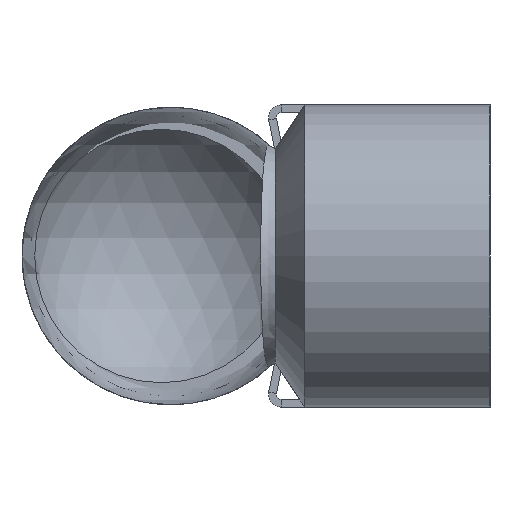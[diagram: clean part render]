
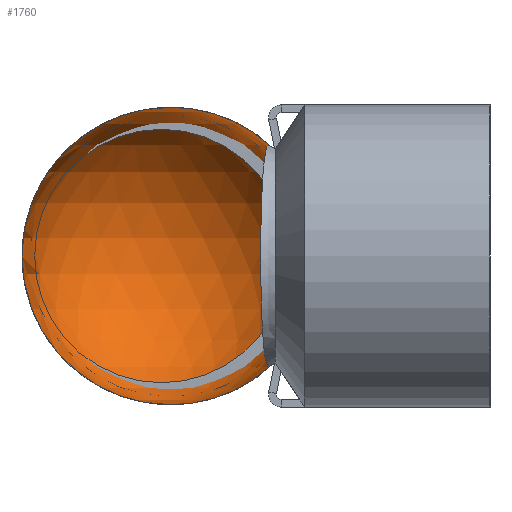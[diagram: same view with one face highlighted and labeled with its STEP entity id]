
A CAD part, left-side view. The second image highlights one B-rep face of the part: STEP entity #1760.
In plain terms, the highlighted spherical face has radius 15.25 mm.
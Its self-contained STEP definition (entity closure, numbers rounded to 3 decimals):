
#144 = CARTESIAN_POINT ( 'NONE',  ( -231.173, 23.133, -9.948 ) ) ;
#157 = CARTESIAN_POINT ( 'NONE',  ( -236.522, 23.492, -2.976 ) ) ;
#170 = CARTESIAN_POINT ( 'NONE',  ( -235.163, 23.408, 6.082 ) ) ;
#176 = CARTESIAN_POINT ( 'NONE',  ( -226.168, 22.699, 11.388 ) ) ;
#307 = CARTESIAN_POINT ( 'NONE',  ( -225.413, 22.616, -11.377 ) ) ;
#332 = CARTESIAN_POINT ( 'NONE',  ( -224.75, 32.75, 0. ) ) ;
#424 = VERTEX_POINT ( 'NONE', #3034 ) ;
#429 = CARTESIAN_POINT ( 'NONE',  ( -224.75, 32.75, 0. ) ) ;
#431 = CARTESIAN_POINT ( 'NONE',  ( -232.117, 23.202, -9.342 ) ) ;
#438 = CARTESIAN_POINT ( 'NONE',  ( -236.796, 23.509, -1.487 ) ) ;
#449 = CARTESIAN_POINT ( 'NONE',  ( -234.067, 23.337, 7.597 ) ) ;
#464 = CARTESIAN_POINT ( 'NONE',  ( -225.413, 22.616, 11.377 ) ) ;
#497 = VERTEX_POINT ( 'NONE', #3107 ) ;
#617 = DIRECTION ( 'NONE',  ( 0., 0., 1. ) ) ;
#678 = CARTESIAN_POINT ( 'NONE',  ( -225.193, 22.591, -11.367 ) ) ;
#686 = CARTESIAN_POINT ( 'NONE',  ( -225.413, 22.616, -11.377 ) ) ;
#693 = CARTESIAN_POINT ( 'NONE',  ( -233., 23.264, -8.641 ) ) ;
#697 = EDGE_CURVE ( 'NONE', #424, #497, #3417, .T. ) ;
#704 = CARTESIAN_POINT ( 'NONE',  ( -236.903, 23.516, 0.009 ) ) ;
#716 = ORIENTED_EDGE ( 'NONE', *, *, #697, .T. ) ;
#723 = CARTESIAN_POINT ( 'NONE',  ( -232.989, 23.264, 8.651 ) ) ;
#731 = B_SPLINE_CURVE_WITH_KNOTS ( 'NONE', 3,
 ( #686, #2006, #950, #2780, #1222, #3040, #1479, #3311, #1746, #144, #2011, #431, #2275, #693, #2538, #967, #2788, #1233, #3056, #1490, #3319, #1762, #157, #2023, #438, #2291, #704, #2545, #979, #2804, #1242, #3063, #1507, #3332, #1769, #170, #2037, #449, #2300, #723, #2553, #990, #2815, #1256, #3070, #1518, #3346, #1779, #176, #2052, #464 ),
 .UNSPECIFIED., .F., .F.,
 ( 4, 2, 2, 2, 2, 2, 2, 2, 2, 2, 2, 2, 2, 1, 2, 2, 2, 2, 2, 2, 2, 2, 2, 2, 2, 4 ),
 ( 0.001, 0.002, 0.003, 0.005, 0.006, 0.007, 0.009, 0.01, 0.012, 0.013, 0.014, 0.017, 0.018, 0.019, 0.02, 0.021, 0.023, 0.024, 0.026, 0.028, 0.029, 0.03, 0.032, 0.035, 0.036, 0.037 ),
 .UNSPECIFIED. ) ;
#777 = CARTESIAN_POINT ( 'NONE',  ( -225.193, 22.591, 11.367 ) ) ;
#803 = ORIENTED_EDGE ( 'NONE', *, *, #1037, .T. ) ;
#825 = B_SPLINE_CURVE_WITH_KNOTS ( 'NONE', 3,
 ( #2249, #1992, #678, #2509 ),
 .UNSPECIFIED., .F., .F.,
 ( 4, 4 ),
 ( 0., 0.001 ),
 .UNSPECIFIED. ) ;
#888 = EDGE_CURVE ( 'NONE', #497, #3183, #825, .T. ) ;
#927 = EDGE_CURVE ( 'NONE', #3183, #2733, #731, .T. ) ;
#950 = CARTESIAN_POINT ( 'NONE',  ( -226.163, 22.699, -11.388 ) ) ;
#957 = FACE_OUTER_BOUND ( 'NONE', #2555, .T. ) ;
#967 = CARTESIAN_POINT ( 'NONE',  ( -234.077, 23.337, -7.585 ) ) ;
#979 = CARTESIAN_POINT ( 'NONE',  ( -236.793, 23.509, 1.506 ) ) ;
#990 = CARTESIAN_POINT ( 'NONE',  ( -232.105, 23.201, 9.351 ) ) ;
#1037 = EDGE_CURVE ( 'NONE', #2733, #424, #2301, .T. ) ;
#1121 = AXIS2_PLACEMENT_3D ( 'NONE', #332, #2186, #617 ) ;
#1220 = DIRECTION ( 'NONE',  ( 0., 0., 1. ) ) ;
#1222 = CARTESIAN_POINT ( 'NONE',  ( -227.29, 22.81, -11.29 ) ) ;
#1233 = CARTESIAN_POINT ( 'NONE',  ( -235.173, 23.408, -6.067 ) ) ;
#1242 = CARTESIAN_POINT ( 'NONE',  ( -236.517, 23.492, 2.993 ) ) ;
#1256 = CARTESIAN_POINT ( 'NONE',  ( -230.511, 23.084, 10.321 ) ) ;
#1479 = CARTESIAN_POINT ( 'NONE',  ( -229.118, 22.973, -10.884 ) ) ;
#1490 = CARTESIAN_POINT ( 'NONE',  ( -235.72, 23.443, -5.073 ) ) ;
#1507 = CARTESIAN_POINT ( 'NONE',  ( -235.873, 23.452, 4.748 ) ) ;
#1518 = CARTESIAN_POINT ( 'NONE',  ( -228.389, 22.911, 11.094 ) ) ;
#1566 = CARTESIAN_POINT ( 'NONE',  ( -225.413, 22.616, 11.377 ) ) ;
#1570 = CARTESIAN_POINT ( 'NONE',  ( -224.75, 22.577, 11.361 ) ) ;
#1746 = CARTESIAN_POINT ( 'NONE',  ( -230.51, 23.083, -10.299 ) ) ;
#1760 = ADVANCED_FACE ( 'NONE', ( #957 ), #3039, .T. ) ;
#1762 = CARTESIAN_POINT ( 'NONE',  ( -236.306, 23.479, -3.693 ) ) ;
#1769 = CARTESIAN_POINT ( 'NONE',  ( -235.357, 23.42, 5.757 ) ) ;
#1779 = CARTESIAN_POINT ( 'NONE',  ( -226.918, 22.775, 11.336 ) ) ;
#1992 = CARTESIAN_POINT ( 'NONE',  ( -224.972, 22.577, -11.361 ) ) ;
#2006 = CARTESIAN_POINT ( 'NONE',  ( -225.788, 22.659, -11.393 ) ) ;
#2011 = CARTESIAN_POINT ( 'NONE',  ( -231.495, 23.157, -9.757 ) ) ;
#2023 = CARTESIAN_POINT ( 'NONE',  ( -236.741, 23.506, -1.863 ) ) ;
#2037 = CARTESIAN_POINT ( 'NONE',  ( -234.54, 23.368, 7.018 ) ) ;
#2052 = CARTESIAN_POINT ( 'NONE',  ( -225.789, 22.659, 11.393 ) ) ;
#2128 = ORIENTED_EDGE ( 'NONE', *, *, #888, .T. ) ;
#2186 = DIRECTION ( 'NONE',  ( -1., 0., 0. ) ) ;
#2249 = CARTESIAN_POINT ( 'NONE',  ( -224.75, 22.577, -11.361 ) ) ;
#2273 = DIRECTION ( 'NONE',  ( 0., -1., 0. ) ) ;
#2275 = CARTESIAN_POINT ( 'NONE',  ( -232.418, 23.224, -9.119 ) ) ;
#2291 = CARTESIAN_POINT ( 'NONE',  ( -236.868, 23.513, -0.739 ) ) ;
#2300 = CARTESIAN_POINT ( 'NONE',  ( -233.27, 23.283, 8.395 ) ) ;
#2301 = B_SPLINE_CURVE_WITH_KNOTS ( 'NONE', 3,
 ( #2613, #777, #3135, #1570 ),
 .UNSPECIFIED., .F., .F.,
 ( 4, 4 ),
 ( 0., 0.001 ),
 .UNSPECIFIED. ) ;
#2509 = CARTESIAN_POINT ( 'NONE',  ( -225.413, 22.616, -11.377 ) ) ;
#2538 = CARTESIAN_POINT ( 'NONE',  ( -233.281, 23.284, -8.385 ) ) ;
#2545 = CARTESIAN_POINT ( 'NONE',  ( -236.867, 23.513, 0.757 ) ) ;
#2553 = CARTESIAN_POINT ( 'NONE',  ( -232.406, 23.223, 9.128 ) ) ;
#2555 = EDGE_LOOP ( 'NONE', ( #716, #2128, #2806, #803 ) ) ;
#2613 = CARTESIAN_POINT ( 'NONE',  ( -225.413, 22.616, 11.377 ) ) ;
#2733 = VERTEX_POINT ( 'NONE', #1566 ) ;
#2780 = CARTESIAN_POINT ( 'NONE',  ( -226.914, 22.775, -11.336 ) ) ;
#2788 = CARTESIAN_POINT ( 'NONE',  ( -234.55, 23.368, -7.005 ) ) ;
#2804 = CARTESIAN_POINT ( 'NONE',  ( -236.738, 23.506, 1.882 ) ) ;
#2806 = ORIENTED_EDGE ( 'NONE', *, *, #927, .T. ) ;
#2815 = CARTESIAN_POINT ( 'NONE',  ( -231.172, 23.134, 9.97 ) ) ;
#2841 = AXIS2_PLACEMENT_3D ( 'NONE', #429, #1220, #2273 ) ;
#3034 = CARTESIAN_POINT ( 'NONE',  ( -224.75, 22.577, 11.361 ) ) ;
#3039 = SPHERICAL_SURFACE ( 'NONE', #2841, 15.25 ) ;
#3040 = CARTESIAN_POINT ( 'NONE',  ( -228.399, 22.912, -11.092 ) ) ;
#3056 = CARTESIAN_POINT ( 'NONE',  ( -235.366, 23.421, -5.741 ) ) ;
#3063 = CARTESIAN_POINT ( 'NONE',  ( -236.3, 23.479, 3.709 ) ) ;
#3070 = CARTESIAN_POINT ( 'NONE',  ( -229.107, 22.972, 10.888 ) ) ;
#3107 = CARTESIAN_POINT ( 'NONE',  ( -224.75, 22.577, -11.361 ) ) ;
#3135 = CARTESIAN_POINT ( 'NONE',  ( -224.972, 22.577, 11.361 ) ) ;
#3183 = VERTEX_POINT ( 'NONE', #307 ) ;
#3311 = CARTESIAN_POINT ( 'NONE',  ( -230.167, 23.056, -10.459 ) ) ;
#3319 = CARTESIAN_POINT ( 'NONE',  ( -235.88, 23.453, -4.732 ) ) ;
#3332 = CARTESIAN_POINT ( 'NONE',  ( -235.713, 23.442, 5.088 ) ) ;
#3346 = CARTESIAN_POINT ( 'NONE',  ( -227.289, 22.81, 11.29 ) ) ;
#3417 = CIRCLE ( 'NONE', #1121, 15.25 ) ;
